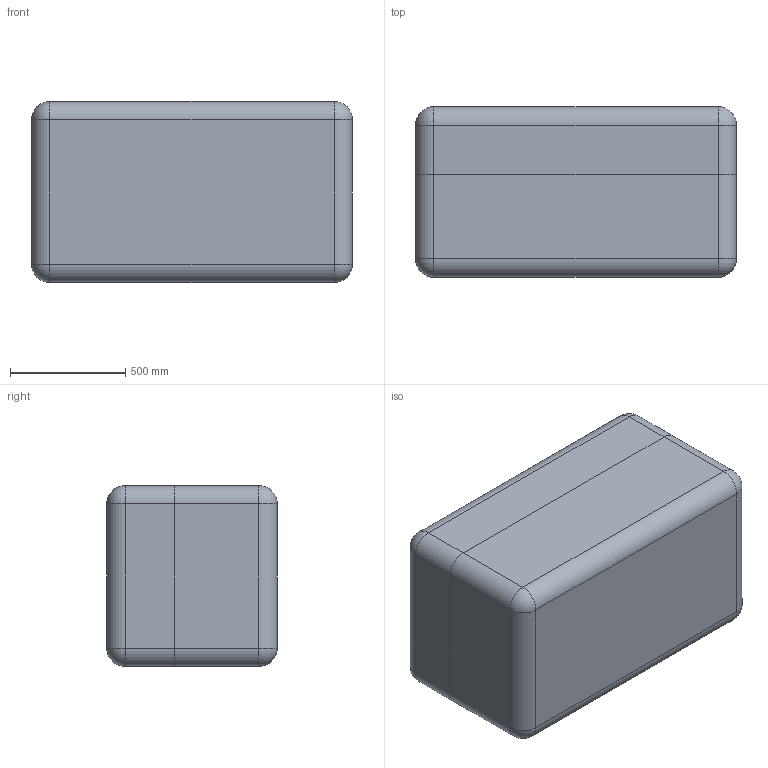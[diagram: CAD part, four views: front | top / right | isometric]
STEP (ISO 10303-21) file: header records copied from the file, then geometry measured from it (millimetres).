
FILE_DESCRIPTION (( 'STEP AP214' ), '1' );
FILE_NAME ('Òðàíñïîðòíûé êîíòåéíåð ÀÄÌÈÐÀË®ÏÐÎÔÅÑÑÈÎÍÀËÜÍÛÅ 232_óïðîùåííàÿ 3D-ìîäåëü.STEP', '2025-09-16T09:39:47', ( '' ), ( '' ), 'SwSTEP 2.0', 'SolidWorks 2021', '' );
FILE_SCHEMA (( 'AUTOMOTIVE_DESIGN' ));
Length unit declared in the file: millimetre
Products named in the file (3): Òðàíñïîðòíûé êîíòåéíåð ÀÄÌÈÐÀË®ÏÐÎÔÅÑÑÈÎÍÀËÜÍÛÅ 232_óïðîùåííàÿ 3D-ìîäåëü; Lid 232 óïð; Base 233 (óïð.)
Assembly tree (2 placements, depth 2):
  Òðàíñïîðòíûé êîíòåéíåð ÀÄÌÈÐÀË®ÏÐÎÔÅÑÑÈÎÍÀËÜÍÛÅ 232_óïðîùåííàÿ 3D-ìîäåëü
    Lid 232 óïð
    Base 233 (óïð.)
Bounding box: 1392.55 x 739.43 x 785.8 mm (x, y, z)
Volume: 286764962 mm3; surface area: 11375388.1 mm2
Topology: 2 solids, 2 shells, 2032 faces, 4969 edges, 2829 vertices
Faces by surface type: cylinder 799, bspline 528, plane 358, torus 246, sphere 80, cone 21
Entity records: 77545 total; most frequent: CARTESIAN_POINT 34350, ORIENTED_EDGE 9674, DIRECTION 8538, EDGE_CURVE 4837, AXIS2_PLACEMENT_3D 3410, VERTEX_POINT 2829, EDGE_LOOP 2052, FACE_OUTER_BOUND 2032
